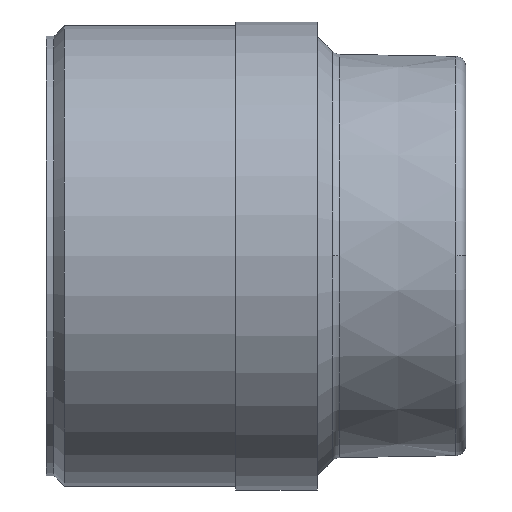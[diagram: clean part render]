
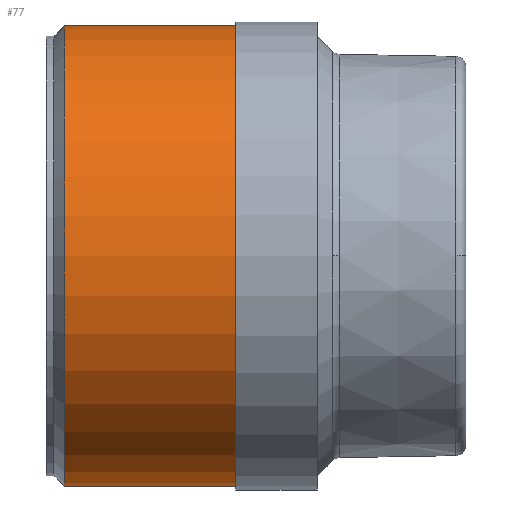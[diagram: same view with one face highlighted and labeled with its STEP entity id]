
A CAD part, top view. The second image highlights one B-rep face of the part: STEP entity #77.
In plain terms, the highlighted cylindrical face has radius 45 mm (diameter 90 mm), a partial arc.
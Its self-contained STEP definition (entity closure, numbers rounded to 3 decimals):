
#77=ADVANCED_FACE('',(#169),#170,.T.);
#169=FACE_OUTER_BOUND('',#279,.T.);
#170=CYLINDRICAL_SURFACE('',#280,45.);
#279=EDGE_LOOP('',(#443,#444,#445,#446));
#280=AXIS2_PLACEMENT_3D('',#447,#448,#449);
#443=ORIENTED_EDGE('',*,*,#691,.F.);
#444=ORIENTED_EDGE('',*,*,#692,.T.);
#445=ORIENTED_EDGE('',*,*,#693,.F.);
#446=ORIENTED_EDGE('',*,*,#694,.F.);
#447=CARTESIAN_POINT('',(-20.917,0.0,0.0));
#448=DIRECTION('',(1.0,0.,0.0));
#449=DIRECTION('',(0.,-1.0,0.0));
#691=EDGE_CURVE('',#841,#842,#843,.T.);
#692=EDGE_CURVE('',#841,#844,#845,.T.);
#693=EDGE_CURVE('',#846,#844,#847,.T.);
#694=EDGE_CURVE('',#842,#846,#848,.T.);
#841=VERTEX_POINT('',#1014);
#842=VERTEX_POINT('',#1015);
#843=LINE('',#1016,#1017);
#844=VERTEX_POINT('',#1018);
#845=CIRCLE('',#1019,45.);
#846=VERTEX_POINT('',#1020);
#847=LINE('',#1021,#1022);
#848=CIRCLE('',#1023,45.);
#1014=CARTESIAN_POINT('',(-4.167,-45.,0.));
#1015=CARTESIAN_POINT('',(-37.667,-45.,0.));
#1016=CARTESIAN_POINT('',(-20.917,-45.,0.));
#1017=VECTOR('',#1196,1.0);
#1018=CARTESIAN_POINT('',(-4.167,45.,0.));
#1019=AXIS2_PLACEMENT_3D('',#1197,#1198,#1199);
#1020=CARTESIAN_POINT('',(-37.667,45.,0.));
#1021=CARTESIAN_POINT('',(-20.917,45.,0.));
#1022=VECTOR('',#1200,1.0);
#1023=AXIS2_PLACEMENT_3D('',#1201,#1202,#1203);
#1196=DIRECTION('',(-1.0,0.,-0.0));
#1197=CARTESIAN_POINT('',(-4.167,0.0,0.0));
#1198=DIRECTION('',(-1.0,0.0,0.0));
#1199=DIRECTION('',(0.0,-1.0,0.0));
#1200=DIRECTION('',(1.0,0.,0.0));
#1201=CARTESIAN_POINT('',(-37.667,0.0,0.0));
#1202=DIRECTION('',(-1.0,0.0,0.0));
#1203=DIRECTION('',(0.0,-1.0,0.0));
